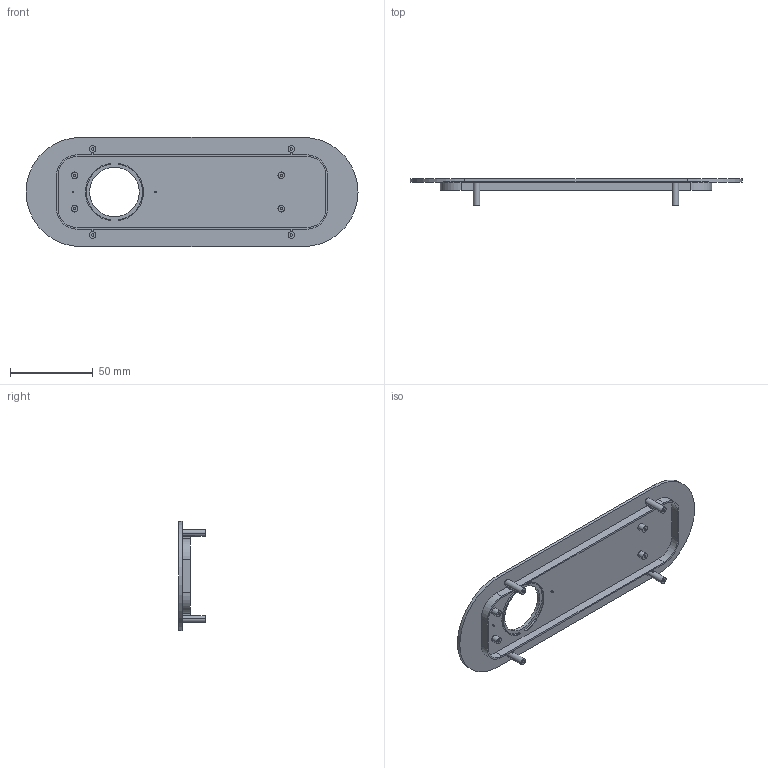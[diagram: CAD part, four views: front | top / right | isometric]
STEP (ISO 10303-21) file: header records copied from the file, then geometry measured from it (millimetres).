
FILE_DESCRIPTION((''),'2;1');
FILE_NAME('TOP_CENTER_PART_12','2021-06-29T',('User'),(''),'CREO PARAMETRIC BY PTC INC, 2014350','CREO PARAMETRIC BY PTC INC, 2014350','');
FILE_SCHEMA(('AUTOMOTIVE_DESIGN { 1 0 10303 214 1 1 1 1 }'));
Length unit declared in the file: millimetre
Products named in the file (1): TOP_CENTER_PART_12
Bounding box: 200.8 x 16 x 66 mm (x, y, z)
Volume: 26076.8 mm3; surface area: 29696.7 mm2
Topology: 1 solids, 1 shells, 102 faces, 258 edges, 176 vertices
Faces by surface type: cylinder 52, plane 50
Entity records: 3986 total; most frequent: DIRECTION 586, CARTESIAN_POINT 538, ORIENTED_EDGE 516, PRESENTATION_STYLE_ASSIGNMENT 259, STYLED_ITEM 259, CURVE_STYLE 258, EDGE_CURVE 258, AXIS2_PLACEMENT_3D 226
